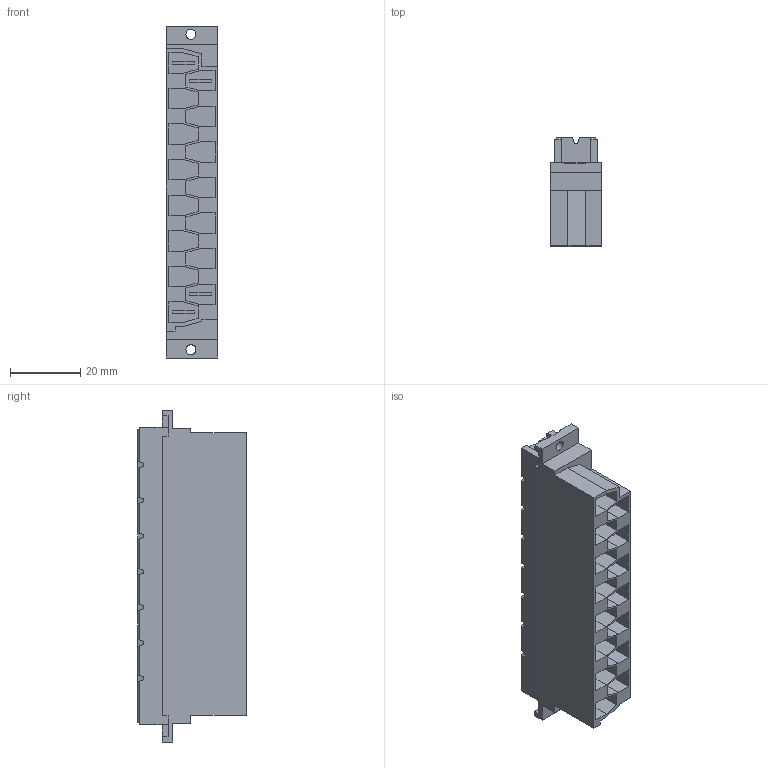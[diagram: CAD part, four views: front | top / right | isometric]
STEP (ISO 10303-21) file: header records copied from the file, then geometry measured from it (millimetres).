
FILE_DESCRIPTION((''),'2;1');
FILE_NAME( '0906_DIN_Type_H_female_faston_across_15_pole.stp', '2006-09-13T08:19:25',('User'),('SDRC'),'I-DEAS Master Series 9','UNIX', 'Yes');
FILE_SCHEMA(('AUTOMOTIVE_DESIGN { 1 0 10303 214 1 1 1 1 }'));
Length unit declared in the file: millimetre
Products named in the file (1): 0906_DIN_Type_H_female_faston_across_15_pole
Bounding box: 14.7 x 30.92 x 94.75 mm (x, y, z)
Volume: 27064.4 mm3; surface area: 14508.5 mm2
Topology: 1 solids, 1 shells, 289 faces, 788 edges, 524 vertices
Faces by surface type: bspline 289
Entity records: 8295 total; most frequent: CARTESIAN_POINT 3297, ORIENTED_EDGE 1576, EDGE_CURVE 788, VERTEX_POINT 524, B_SPLINE_CURVE_WITH_KNOTS 411, QUASI_UNIFORM_CURVE 373, EDGE_LOOP 316, FACE_OUTER_BOUND 289
